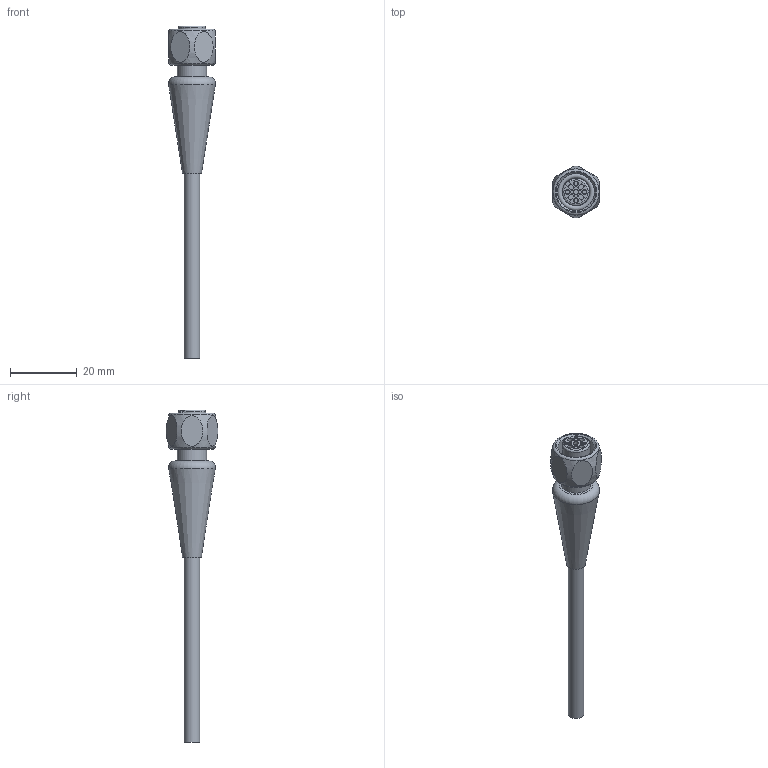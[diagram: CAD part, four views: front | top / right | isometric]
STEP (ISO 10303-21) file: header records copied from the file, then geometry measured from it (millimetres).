
FILE_DESCRIPTION(/* description */ (''),/* implementation_level */ '2;1');
FILE_NAME(/* name */ 'FB-WAKH4_stp.stp',/* time_stamp */ '2016-03-17T08:53:03+01:00',/* author */ (''),/* organization */ (''),/* preprocessor_version */ 'ST-DEVELOPER v16',/* originating_system */ 'SIEMENS PLM Software NX 10.0',/* authorisation */ '');
FILE_SCHEMA (('AUTOMOTIVE_DESIGN { 1 0 10303 214 3 1 1 1 }'));
Length unit declared in the file: millimetre
Products named in the file (1): FB-WAKH4_stp
Bounding box: 14 x 15.35 x 99.2 mm (x, y, z)
Volume: 5034.6 mm3; surface area: 3147.2 mm2
Topology: 1 solids, 1 shells, 75 faces, 162 edges, 108 vertices
Faces by surface type: plane 32, cylinder 30, cone 7, torus 5, bspline 1
Full cylindrical faces by diameter (mm): 1.15 x4, 4.6 x1, 8.7 x1, 10.95 x1
Entity records: 2123 total; most frequent: CARTESIAN_POINT 488, DIRECTION 360, ORIENTED_EDGE 280, AXIS2_PLACEMENT_3D 153, EDGE_CURVE 140, EDGE_LOOP 113, VERTEX_POINT 105, CIRCLE 78
